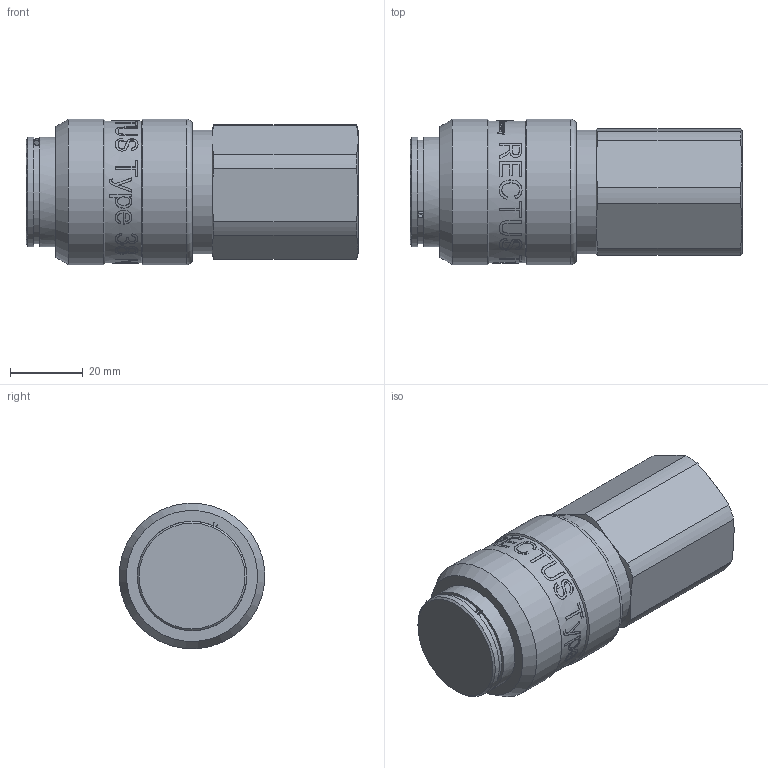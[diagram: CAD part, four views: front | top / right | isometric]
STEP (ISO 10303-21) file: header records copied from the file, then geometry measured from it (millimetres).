
FILE_DESCRIPTION((''),'2;1');
FILE_NAME('38kbiw21mpn.stp','2014-11-14T08:09:46',('IA176480'),(''),'Autodesk Inventor 2013','Autodesk Inventor 2013','');
FILE_SCHEMA(('AUTOMOTIVE_DESIGN { 1 0 10303 214 1 1 1 1 }'));
Length unit declared in the file: millimetre
Products named in the file (1): D104483
Bounding box: 91.05 x 39.86 x 39.86 mm (x, y, z)
Volume: 86584.7 mm3; surface area: 22781.6 mm2
Topology: 2 solids, 3 shells, 519 faces, 1381 edges, 913 vertices
Faces by surface type: bspline 230, plane 185, cylinder 75, cone 27, torus 2
Full cylindrical faces by diameter (mm): 18.631 x1, 28.432 x1, 28.5 x2, 30 x4, 30.75 x1, 34 x1, 34.45 x1, 34.6 x1, 39 x1, 40 x2
Entity records: 72162 total; most frequent: CARTESIAN_POINT 60845, ORIENTED_EDGE 2658, DIRECTION 1397, EDGE_CURVE 1329, VERTEX_POINT 895, B_SPLINE_CURVE_WITH_KNOTS 652, EDGE_LOOP 598, FACE_OUTER_BOUND 517
